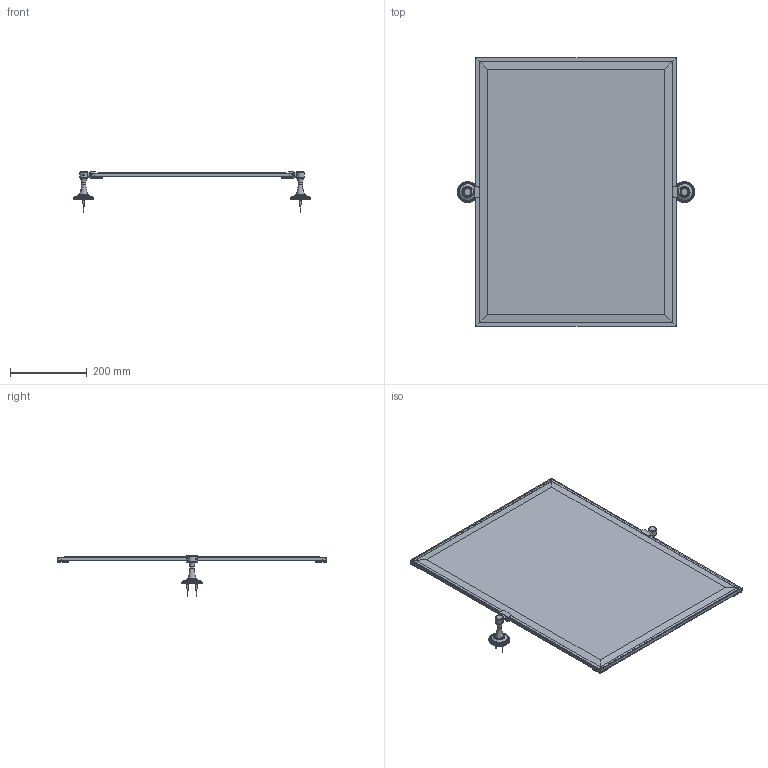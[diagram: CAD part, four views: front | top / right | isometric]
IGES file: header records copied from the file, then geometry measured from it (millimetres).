
Global section: file name: L6743-C; native system: Autodesk Inventor 2016; preprocessor: unknown; author: aprice; date: 20160421.095246; units: millimetre
Bounding box: 617.94 x 699 x 105.6 mm (x, y, z)
Volume: 2800754.5 mm3; surface area: 1659503.1 mm2
Topology: 53 solids, 53 shells, 2374 faces, 6054 edges, 3812 vertices
Faces by surface type: bspline 2374
